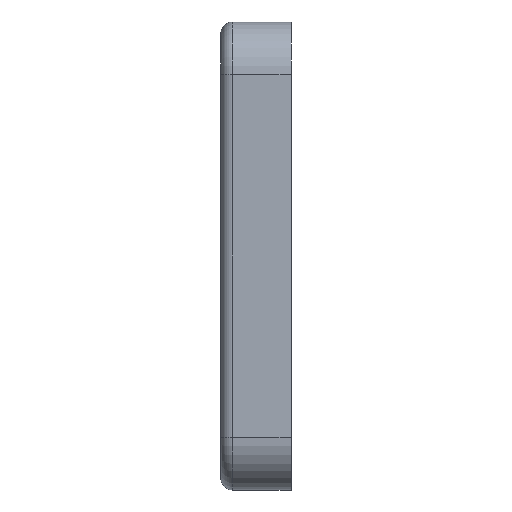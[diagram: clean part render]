
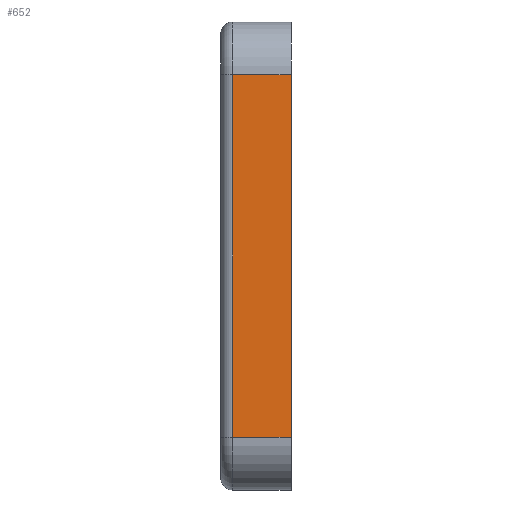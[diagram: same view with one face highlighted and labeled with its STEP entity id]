
A CAD part, left-side view. The second image highlights one B-rep face of the part: STEP entity #652.
In plain terms, the highlighted planar face has unit normal (-1, 0, 0).
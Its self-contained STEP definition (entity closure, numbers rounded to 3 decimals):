
#11 = EDGE_CURVE ( 'NONE', #614, #930, #111, .T. ) ;
#19 = ORIENTED_EDGE ( 'NONE', *, *, #11, .T. ) ;
#34 = EDGE_CURVE ( 'NONE', #512, #609, #413, .T. ) ;
#79 = CARTESIAN_POINT ( 'NONE',  ( -20., 6., 0. ) ) ;
#111 = LINE ( 'NONE', #272, #326 ) ;
#117 = EDGE_CURVE ( 'NONE', #609, #614, #362, .T. ) ;
#118 = ORIENTED_EDGE ( 'NONE', *, *, #521, .T. ) ;
#188 = CARTESIAN_POINT ( 'NONE',  ( -20., 0., 0. ) ) ;
#215 = VECTOR ( 'NONE', #511, 1000. ) ;
#272 = CARTESIAN_POINT ( 'NONE',  ( -20., 0., -15.5 ) ) ;
#293 = PLANE ( 'NONE',  #545 ) ;
#326 = VECTOR ( 'NONE', #871, 1000. ) ;
#352 = DIRECTION ( 'NONE',  ( 0., 0., -1. ) ) ;
#362 = LINE ( 'NONE', #829, #215 ) ;
#366 = FACE_OUTER_BOUND ( 'NONE', #804, .T. ) ;
#413 = LINE ( 'NONE', #945, #867 ) ;
#458 = CARTESIAN_POINT ( 'NONE',  ( -20., 5., -15.5 ) ) ;
#511 = DIRECTION ( 'NONE',  ( 0., 0., -1. ) ) ;
#512 = VERTEX_POINT ( 'NONE', #566 ) ;
#521 = EDGE_CURVE ( 'NONE', #930, #512, #874, .T. ) ;
#545 = AXIS2_PLACEMENT_3D ( 'NONE', #79, #822, #352 ) ;
#566 = CARTESIAN_POINT ( 'NONE',  ( -20., 0., 15.5 ) ) ;
#568 = ORIENTED_EDGE ( 'NONE', *, *, #34, .T. ) ;
#609 = VERTEX_POINT ( 'NONE', #975 ) ;
#614 = VERTEX_POINT ( 'NONE', #458 ) ;
#652 = ADVANCED_FACE ( 'NONE', ( #366 ), #293, .F. ) ;
#713 = DIRECTION ( 'NONE',  ( 0., 0., 1. ) ) ;
#740 = CARTESIAN_POINT ( 'NONE',  ( -20., 0., -15.5 ) ) ;
#794 = ORIENTED_EDGE ( 'NONE', *, *, #117, .T. ) ;
#804 = EDGE_LOOP ( 'NONE', ( #568, #794, #19, #118 ) ) ;
#822 = DIRECTION ( 'NONE',  ( 1., 0., 0. ) ) ;
#829 = CARTESIAN_POINT ( 'NONE',  ( -20., 5., -15.5 ) ) ;
#867 = VECTOR ( 'NONE', #952, 1000. ) ;
#871 = DIRECTION ( 'NONE',  ( 0., -1., 0. ) ) ;
#874 = LINE ( 'NONE', #188, #903 ) ;
#903 = VECTOR ( 'NONE', #713, 1000. ) ;
#930 = VERTEX_POINT ( 'NONE', #740 ) ;
#945 = CARTESIAN_POINT ( 'NONE',  ( -20., 6., 15.5 ) ) ;
#952 = DIRECTION ( 'NONE',  ( 0., 1., 0. ) ) ;
#975 = CARTESIAN_POINT ( 'NONE',  ( -20., 5., 15.5 ) ) ;
